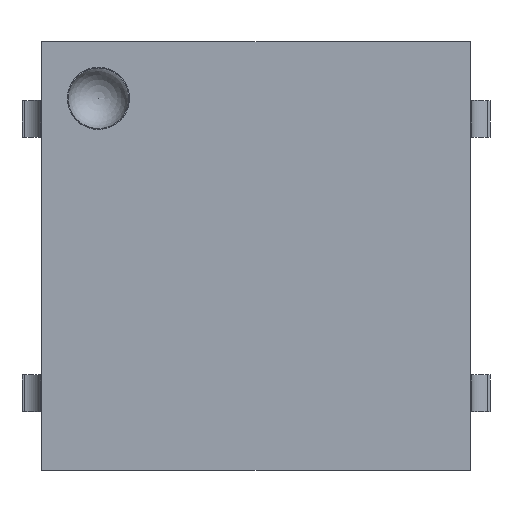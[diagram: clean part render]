
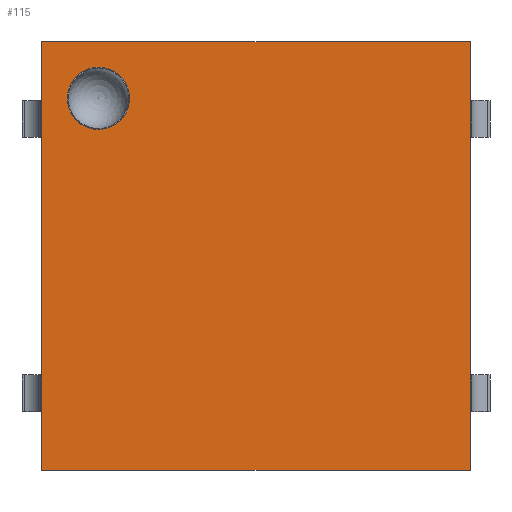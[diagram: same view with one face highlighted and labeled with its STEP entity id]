
A CAD part, top view. The second image highlights one B-rep face of the part: STEP entity #115.
In plain terms, the highlighted planar face has unit normal (0, 0, 1).
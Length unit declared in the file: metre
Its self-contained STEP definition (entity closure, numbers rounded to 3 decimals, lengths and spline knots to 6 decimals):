
#115 = ADVANCED_FACE( '', ( #222, #223 ), #224, .T. );
#222 = FACE_BOUND( '', #333, .T. );
#223 = FACE_OUTER_BOUND( '', #334, .T. );
#224 = PLANE( '', #335 );
#333 = EDGE_LOOP( '', ( #451 ) );
#334 = EDGE_LOOP( '', ( #452, #453, #454, #455 ) );
#335 = AXIS2_PLACEMENT_3D( '', #456, #457, #458 );
#451 = ORIENTED_EDGE( '', *, *, #530, .T. );
#452 = ORIENTED_EDGE( '', *, *, #543, .T. );
#453 = ORIENTED_EDGE( '', *, *, #544, .T. );
#454 = ORIENTED_EDGE( '', *, *, #527, .T. );
#455 = ORIENTED_EDGE( '', *, *, #545, .T. );
#456 = CARTESIAN_POINT( '', ( -0.0025, -0.0025, 0.001625 ) );
#457 = DIRECTION( '', ( 0., 0., 1. ) );
#458 = DIRECTION( '', ( 1., 0., 0. ) );
#527 = EDGE_CURVE( '', #622, #626, #628, .T. );
#530 = EDGE_CURVE( '', #630, #630, #631, .T. );
#543 = EDGE_CURVE( '', #649, #650, #651, .T. );
#544 = EDGE_CURVE( '', #650, #622, #652, .T. );
#545 = EDGE_CURVE( '', #626, #649, #653, .T. );
#622 = VERTEX_POINT( '', #830 );
#626 = VERTEX_POINT( '', #836 );
#628 = B_SPLINE_CURVE_WITH_KNOTS( '', 1, ( #839, #840 ), .UNSPECIFIED., .F., .F., ( 2, 2 ), ( 0., 1. ), .UNSPECIFIED. );
#630 = VERTEX_POINT( '', #842 );
#631 = B_SPLINE_CURVE_WITH_KNOTS( '', 3, ( #843, #844, #845, #846, #847, #848, #849, #850, #851, #852, #853, #854, #855, #856, #857, #858, #859, #860, #861 ), .UNSPECIFIED., .T., .F., ( 2, 1, 1, 1, 1, 1, 1, 1, 1, 1, 1, 1, 1, 1, 1, 1, 1, 1, 1, 1, 2 ), ( -0.125, -0.0625, 0., 0.0625, 0.125, 0.1875, 0.25, 0.3125, 0.375, 0.4375, 0.5, 0.5625, 0.625, 0.6875, 0.75, 0.8125, 0.875, 0.9375, 1., 1.0625, 1.125 ), .UNSPECIFIED. );
#649 = VERTEX_POINT( '', #898 );
#650 = VERTEX_POINT( '', #899 );
#651 = B_SPLINE_CURVE_WITH_KNOTS( '', 1, ( #900, #901 ), .UNSPECIFIED., .F., .F., ( 2, 2 ), ( 0., 1. ), .UNSPECIFIED. );
#652 = B_SPLINE_CURVE_WITH_KNOTS( '', 1, ( #902, #903 ), .UNSPECIFIED., .F., .F., ( 2, 2 ), ( 0., 1. ), .UNSPECIFIED. );
#653 = B_SPLINE_CURVE_WITH_KNOTS( '', 1, ( #904, #905 ), .UNSPECIFIED., .F., .F., ( 2, 2 ), ( 0., 1. ), .UNSPECIFIED. );
#830 = CARTESIAN_POINT( '', ( -0.0025, 0.0025, 0.001625 ) );
#836 = CARTESIAN_POINT( '', ( -0.0025, -0.0025, 0.001625 ) );
#839 = CARTESIAN_POINT( '', ( -0.0025, 0.0025, 0.001625 ) );
#840 = CARTESIAN_POINT( '', ( -0.0025, -0.0025, 0.001625 ) );
#842 = CARTESIAN_POINT( '', ( -0.001475, 0.001838, 0.001625 ) );
#843 = CARTESIAN_POINT( '', ( -0.001494, 0.00198, 0.001625 ) );
#844 = CARTESIAN_POINT( '', ( -0.001466, 0.001838, 0.001625 ) );
#845 = CARTESIAN_POINT( '', ( -0.001494, 0.001695, 0.001625 ) );
#846 = CARTESIAN_POINT( '', ( -0.001575, 0.001575, 0.001625 ) );
#847 = CARTESIAN_POINT( '', ( -0.001695, 0.001494, 0.001625 ) );
#848 = CARTESIAN_POINT( '', ( -0.001838, 0.001466, 0.001625 ) );
#849 = CARTESIAN_POINT( '', ( -0.00198, 0.001494, 0.001625 ) );
#850 = CARTESIAN_POINT( '', ( -0.0021, 0.001575, 0.001625 ) );
#851 = CARTESIAN_POINT( '', ( -0.002181, 0.001695, 0.001625 ) );
#852 = CARTESIAN_POINT( '', ( -0.002209, 0.001838, 0.001625 ) );
#853 = CARTESIAN_POINT( '', ( -0.002181, 0.00198, 0.001625 ) );
#854 = CARTESIAN_POINT( '', ( -0.0021, 0.0021, 0.001625 ) );
#855 = CARTESIAN_POINT( '', ( -0.00198, 0.002181, 0.001625 ) );
#856 = CARTESIAN_POINT( '', ( -0.001838, 0.002209, 0.001625 ) );
#857 = CARTESIAN_POINT( '', ( -0.001695, 0.002181, 0.001625 ) );
#858 = CARTESIAN_POINT( '', ( -0.001575, 0.0021, 0.001625 ) );
#859 = CARTESIAN_POINT( '', ( -0.001494, 0.00198, 0.001625 ) );
#860 = CARTESIAN_POINT( '', ( -0.001466, 0.001838, 0.001625 ) );
#861 = CARTESIAN_POINT( '', ( -0.001494, 0.001695, 0.001625 ) );
#898 = CARTESIAN_POINT( '', ( 0.0025, -0.0025, 0.001625 ) );
#899 = CARTESIAN_POINT( '', ( 0.0025, 0.0025, 0.001625 ) );
#900 = CARTESIAN_POINT( '', ( 0.0025, -0.0025, 0.001625 ) );
#901 = CARTESIAN_POINT( '', ( 0.0025, 0.0025, 0.001625 ) );
#902 = CARTESIAN_POINT( '', ( 0.0025, 0.0025, 0.001625 ) );
#903 = CARTESIAN_POINT( '', ( -0.0025, 0.0025, 0.001625 ) );
#904 = CARTESIAN_POINT( '', ( -0.0025, -0.0025, 0.001625 ) );
#905 = CARTESIAN_POINT( '', ( 0.0025, -0.0025, 0.001625 ) );
